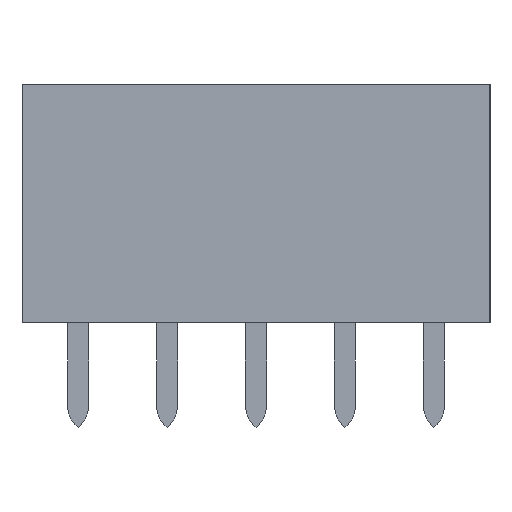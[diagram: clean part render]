
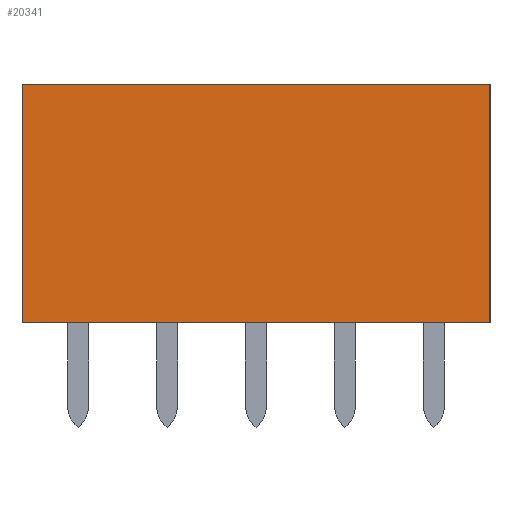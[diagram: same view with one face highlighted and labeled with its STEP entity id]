
A CAD part, front view. The second image highlights one B-rep face of the part: STEP entity #20341.
In plain terms, the highlighted face is planar.
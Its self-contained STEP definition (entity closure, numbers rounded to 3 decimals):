
#11383 = PLANE('',#11384);
#11384 = AXIS2_PLACEMENT_3D('',#11385,#11386,#11387);
#11385 = CARTESIAN_POINT('',(-1.6,-2.5,0.));
#11386 = DIRECTION('',(-1.,0.,0.));
#11387 = DIRECTION('',(0.,1.,0.));
#11436 = VERTEX_POINT('',#11437);
#11437 = CARTESIAN_POINT('',(-1.6,2.5,6.8));
#11451 = PLANE('',#11452);
#11452 = AXIS2_PLACEMENT_3D('',#11453,#11454,#11455);
#11453 = CARTESIAN_POINT('',(-1.6,2.5,6.8));
#11454 = DIRECTION('',(0.,0.,1.));
#11455 = DIRECTION('',(1.,0.,0.));
#11463 = EDGE_CURVE('',#11464,#11436,#11466,.T.);
#11464 = VERTEX_POINT('',#11465);
#11465 = CARTESIAN_POINT('',(-1.6,2.5,0.));
#11466 = SURFACE_CURVE('',#11467,(#11471,#11478),.PCURVE_S1.);
#11467 = LINE('',#11468,#11469);
#11468 = CARTESIAN_POINT('',(-1.6,2.5,0.));
#11469 = VECTOR('',#11470,1.);
#11470 = DIRECTION('',(0.,0.,1.));
#11471 = PCURVE('',#11383,#11472);
#11472 = DEFINITIONAL_REPRESENTATION('',(#11473),#11477);
#11473 = LINE('',#11474,#11475);
#11474 = CARTESIAN_POINT('',(5.,0.));
#11475 = VECTOR('',#11476,1.);
#11476 = DIRECTION('',(0.,-1.));
#11477 = ( GEOMETRIC_REPRESENTATION_CONTEXT(2) 
PARAMETRIC_REPRESENTATION_CONTEXT() REPRESENTATION_CONTEXT('2D SPACE',''
  ) );
#11478 = PCURVE('',#11479,#11484);
#11479 = PLANE('',#11480);
#11480 = AXIS2_PLACEMENT_3D('',#11481,#11482,#11483);
#11481 = CARTESIAN_POINT('',(-1.6,2.5,0.));
#11482 = DIRECTION('',(0.,1.,0.));
#11483 = DIRECTION('',(0.,0.,1.));
#11484 = DEFINITIONAL_REPRESENTATION('',(#11485),#11489);
#11485 = LINE('',#11486,#11487);
#11486 = CARTESIAN_POINT('',(0.,0.));
#11487 = VECTOR('',#11488,1.);
#11488 = DIRECTION('',(1.,0.));
#11489 = ( GEOMETRIC_REPRESENTATION_CONTEXT(2) 
PARAMETRIC_REPRESENTATION_CONTEXT() REPRESENTATION_CONTEXT('2D SPACE',''
  ) );
#11507 = PLANE('',#11508);
#11508 = AXIS2_PLACEMENT_3D('',#11509,#11510,#11511);
#11509 = CARTESIAN_POINT('',(-1.6,2.5,0.));
#11510 = DIRECTION('',(0.,0.,1.));
#11511 = DIRECTION('',(1.,0.,0.));
#11641 = PLANE('',#11642);
#11642 = AXIS2_PLACEMENT_3D('',#11643,#11644,#11645);
#11643 = CARTESIAN_POINT('',(11.76,2.5,0.));
#11644 = DIRECTION('',(1.,0.,0.));
#11645 = DIRECTION('',(0.,-1.,0.));
#11678 = VERTEX_POINT('',#11679);
#11679 = CARTESIAN_POINT('',(11.76,2.5,0.));
#11702 = EDGE_CURVE('',#11678,#11703,#11705,.T.);
#11703 = VERTEX_POINT('',#11704);
#11704 = CARTESIAN_POINT('',(11.76,2.5,6.8));
#11705 = SURFACE_CURVE('',#11706,(#11710,#11717),.PCURVE_S1.);
#11706 = LINE('',#11707,#11708);
#11707 = CARTESIAN_POINT('',(11.76,2.5,0.));
#11708 = VECTOR('',#11709,1.);
#11709 = DIRECTION('',(0.,0.,1.));
#11710 = PCURVE('',#11641,#11711);
#11711 = DEFINITIONAL_REPRESENTATION('',(#11712),#11716);
#11712 = LINE('',#11713,#11714);
#11713 = CARTESIAN_POINT('',(0.,0.));
#11714 = VECTOR('',#11715,1.);
#11715 = DIRECTION('',(0.,-1.));
#11716 = ( GEOMETRIC_REPRESENTATION_CONTEXT(2) 
PARAMETRIC_REPRESENTATION_CONTEXT() REPRESENTATION_CONTEXT('2D SPACE',''
  ) );
#11717 = PCURVE('',#11479,#11718);
#11718 = DEFINITIONAL_REPRESENTATION('',(#11719),#11723);
#11719 = LINE('',#11720,#11721);
#11720 = CARTESIAN_POINT('',(0.,13.36));
#11721 = VECTOR('',#11722,1.);
#11722 = DIRECTION('',(1.,0.));
#11723 = ( GEOMETRIC_REPRESENTATION_CONTEXT(2) 
PARAMETRIC_REPRESENTATION_CONTEXT() REPRESENTATION_CONTEXT('2D SPACE',''
  ) );
#11837 = EDGE_CURVE('',#11464,#11678,#11838,.T.);
#11838 = SURFACE_CURVE('',#11839,(#11843,#11850),.PCURVE_S1.);
#11839 = LINE('',#11840,#11841);
#11840 = CARTESIAN_POINT('',(-1.6,2.5,0.));
#11841 = VECTOR('',#11842,1.);
#11842 = DIRECTION('',(1.,0.,0.));
#11843 = PCURVE('',#11507,#11844);
#11844 = DEFINITIONAL_REPRESENTATION('',(#11845),#11849);
#11845 = LINE('',#11846,#11847);
#11846 = CARTESIAN_POINT('',(0.,0.));
#11847 = VECTOR('',#11848,1.);
#11848 = DIRECTION('',(1.,0.));
#11849 = ( GEOMETRIC_REPRESENTATION_CONTEXT(2) 
PARAMETRIC_REPRESENTATION_CONTEXT() REPRESENTATION_CONTEXT('2D SPACE',''
  ) );
#11850 = PCURVE('',#11479,#11851);
#11851 = DEFINITIONAL_REPRESENTATION('',(#11852),#11856);
#11852 = LINE('',#11853,#11854);
#11853 = CARTESIAN_POINT('',(0.,0.));
#11854 = VECTOR('',#11855,1.);
#11855 = DIRECTION('',(0.,1.));
#11856 = ( GEOMETRIC_REPRESENTATION_CONTEXT(2) 
PARAMETRIC_REPRESENTATION_CONTEXT() REPRESENTATION_CONTEXT('2D SPACE',''
  ) );
#20341 = ADVANCED_FACE('',(#20342),#11479,.T.);
#20342 = FACE_BOUND('',#20343,.T.);
#20343 = EDGE_LOOP('',(#20344,#20345,#20346,#20367));
#20344 = ORIENTED_EDGE('',*,*,#11837,.F.);
#20345 = ORIENTED_EDGE('',*,*,#11463,.T.);
#20346 = ORIENTED_EDGE('',*,*,#20347,.T.);
#20347 = EDGE_CURVE('',#11436,#11703,#20348,.T.);
#20348 = SURFACE_CURVE('',#20349,(#20353,#20360),.PCURVE_S1.);
#20349 = LINE('',#20350,#20351);
#20350 = CARTESIAN_POINT('',(-1.6,2.5,6.8));
#20351 = VECTOR('',#20352,1.);
#20352 = DIRECTION('',(1.,0.,0.));
#20353 = PCURVE('',#11479,#20354);
#20354 = DEFINITIONAL_REPRESENTATION('',(#20355),#20359);
#20355 = LINE('',#20356,#20357);
#20356 = CARTESIAN_POINT('',(6.8,0.));
#20357 = VECTOR('',#20358,1.);
#20358 = DIRECTION('',(0.,1.));
#20359 = ( GEOMETRIC_REPRESENTATION_CONTEXT(2) 
PARAMETRIC_REPRESENTATION_CONTEXT() REPRESENTATION_CONTEXT('2D SPACE',''
  ) );
#20360 = PCURVE('',#11451,#20361);
#20361 = DEFINITIONAL_REPRESENTATION('',(#20362),#20366);
#20362 = LINE('',#20363,#20364);
#20363 = CARTESIAN_POINT('',(0.,0.));
#20364 = VECTOR('',#20365,1.);
#20365 = DIRECTION('',(1.,0.));
#20366 = ( GEOMETRIC_REPRESENTATION_CONTEXT(2) 
PARAMETRIC_REPRESENTATION_CONTEXT() REPRESENTATION_CONTEXT('2D SPACE',''
  ) );
#20367 = ORIENTED_EDGE('',*,*,#11702,.F.);
